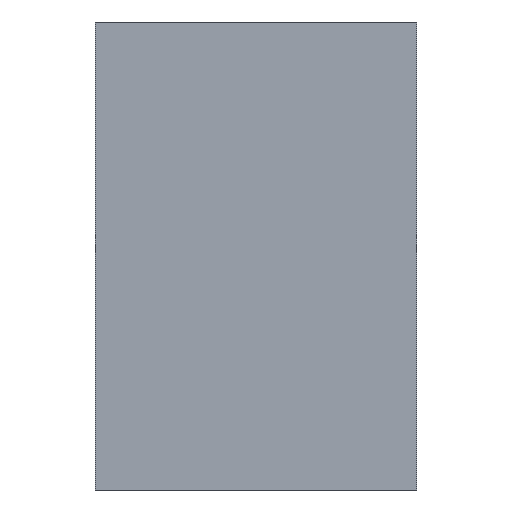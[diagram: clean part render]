
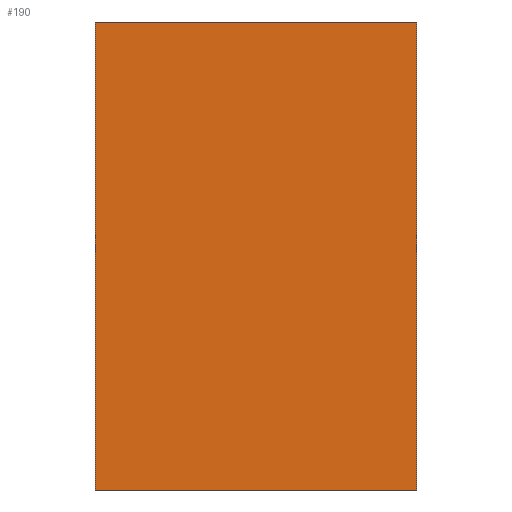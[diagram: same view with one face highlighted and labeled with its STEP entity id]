
A CAD part, left-side view. The second image highlights one B-rep face of the part: STEP entity #190.
In plain terms, the highlighted planar face has unit normal (-1, 0, 0).
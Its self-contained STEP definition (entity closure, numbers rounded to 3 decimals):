
#14 = DIRECTION ( 'NONE',  ( 0., 0., -1. ) ) ;
#26 = AXIS2_PLACEMENT_3D ( 'NONE', #304, #567, #812 ) ;
#77 = DIRECTION ( 'NONE',  ( 0., 0., -1. ) ) ;
#84 = CARTESIAN_POINT ( 'NONE',  ( -0.8, 0.55, 0.4 ) ) ;
#87 = LINE ( 'NONE', #828, #752 ) ;
#99 = VERTEX_POINT ( 'NONE', #1054 ) ;
#116 = ORIENTED_EDGE ( 'NONE', *, *, #311, .T. ) ;
#163 = VERTEX_POINT ( 'NONE', #962 ) ;
#190 = ADVANCED_FACE ( 'NONE', ( #712 ), #890, .F. ) ;
#236 = VERTEX_POINT ( 'NONE', #391 ) ;
#257 = DIRECTION ( 'NONE',  ( 0., -1., 0. ) ) ;
#275 = VECTOR ( 'NONE', #14, 1000. ) ;
#298 = VECTOR ( 'NONE', #77, 1000. ) ;
#304 = CARTESIAN_POINT ( 'NONE',  ( -0.8, 0., 0.4 ) ) ;
#306 = VECTOR ( 'NONE', #257, 1000. ) ;
#311 = EDGE_CURVE ( 'NONE', #332, #163, #639, .T. ) ;
#332 = VERTEX_POINT ( 'NONE', #84 ) ;
#353 = ORIENTED_EDGE ( 'NONE', *, *, #792, .F. ) ;
#391 = CARTESIAN_POINT ( 'NONE',  ( -0.8, 0., -0.4 ) ) ;
#392 = EDGE_CURVE ( 'NONE', #332, #99, #512, .T. ) ;
#403 = EDGE_LOOP ( 'NONE', ( #505, #353, #820, #116 ) ) ;
#494 = CARTESIAN_POINT ( 'NONE',  ( -0.8, 0., 0.4 ) ) ;
#505 = ORIENTED_EDGE ( 'NONE', *, *, #1069, .T. ) ;
#512 = LINE ( 'NONE', #855, #306 ) ;
#567 = DIRECTION ( 'NONE',  ( 1., 0., 0. ) ) ;
#639 = LINE ( 'NONE', #831, #275 ) ;
#712 = FACE_OUTER_BOUND ( 'NONE', #403, .T. ) ;
#752 = VECTOR ( 'NONE', #928, 1000. ) ;
#792 = EDGE_CURVE ( 'NONE', #99, #236, #830, .T. ) ;
#812 = DIRECTION ( 'NONE',  ( 0., 1., 0. ) ) ;
#820 = ORIENTED_EDGE ( 'NONE', *, *, #392, .F. ) ;
#828 = CARTESIAN_POINT ( 'NONE',  ( -0.8, 0., -0.4 ) ) ;
#830 = LINE ( 'NONE', #494, #298 ) ;
#831 = CARTESIAN_POINT ( 'NONE',  ( -0.8, 0.55, 0.4 ) ) ;
#855 = CARTESIAN_POINT ( 'NONE',  ( -0.8, 0., 0.4 ) ) ;
#890 = PLANE ( 'NONE',  #26 ) ;
#928 = DIRECTION ( 'NONE',  ( 0., -1., 0. ) ) ;
#962 = CARTESIAN_POINT ( 'NONE',  ( -0.8, 0.55, -0.4 ) ) ;
#1054 = CARTESIAN_POINT ( 'NONE',  ( -0.8, 0., 0.4 ) ) ;
#1069 = EDGE_CURVE ( 'NONE', #163, #236, #87, .T. ) ;
